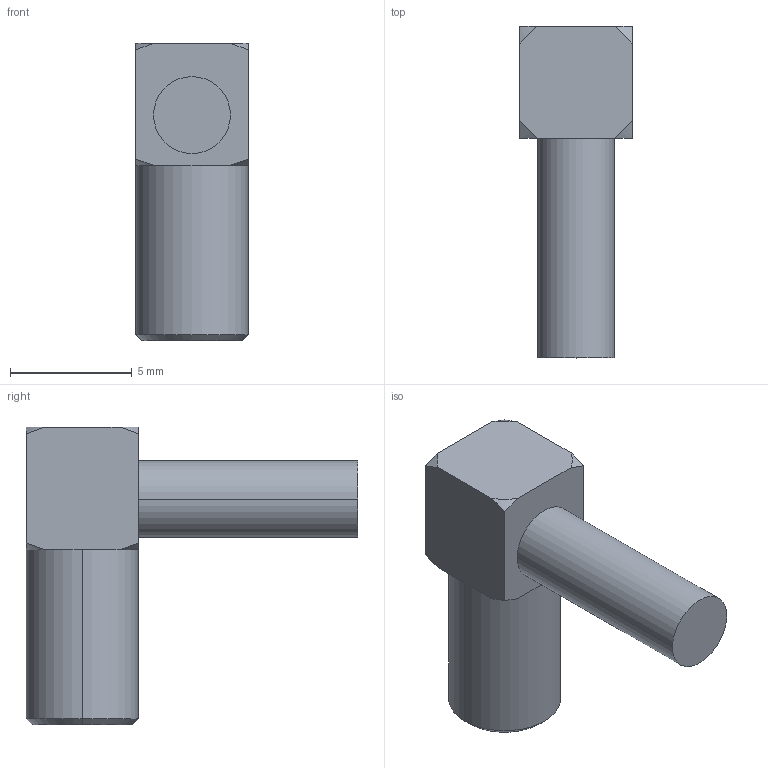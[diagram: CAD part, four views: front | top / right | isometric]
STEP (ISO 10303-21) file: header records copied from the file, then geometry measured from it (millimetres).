
FILE_DESCRIPTION (( 'STEP AP203' ), '1' );
FILE_NAME ('R203.173.000G.STEP', '2015-05-07T13:20:02', ( '' ), ( '' ), 'SwSTEP 2.0', 'SolidWorks 2014', '' );
FILE_SCHEMA (( 'CONFIG_CONTROL_DESIGN' ));
Length unit declared in the file: metre
Products named in the file (1): R203.173.000G
Bounding box: 4.6 x 13.6 x 12.21 mm (x, y, z)
Volume: 249.5 mm3; surface area: 483.5 mm2
Topology: 1 solids, 1 shells, 149 faces, 395 edges, 255 vertices
Faces by surface type: plane 53, cone 44, cylinder 36, torus 14, bspline 2
Entity records: 4861 total; most frequent: CARTESIAN_POINT 1136, ORIENTED_EDGE 790, DIRECTION 750, EDGE_CURVE 395, AXIS2_PLACEMENT_3D 299, VERTEX_POINT 255, EDGE_LOOP 158, LINE 152
